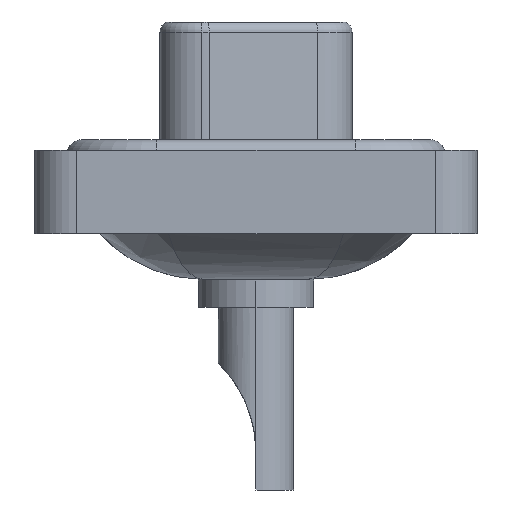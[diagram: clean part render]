
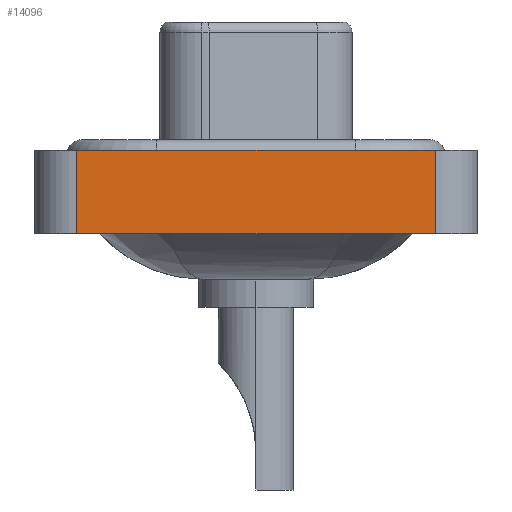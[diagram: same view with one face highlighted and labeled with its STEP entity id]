
A CAD part, left-side view. The second image highlights one B-rep face of the part: STEP entity #14096.
In plain terms, the highlighted planar face has unit normal (-1, 0, 0).
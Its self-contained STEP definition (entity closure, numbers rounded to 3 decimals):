
#715 = DIRECTION ( 'NONE',  ( 0., 0., 1. ) ) ;
#761 = PLANE ( 'NONE',  #10615 ) ;
#1577 = LINE ( 'NONE', #10454, #10786 ) ;
#1658 = CARTESIAN_POINT ( 'NONE',  ( -7.25, -8.55, 0.4 ) ) ;
#1980 = CARTESIAN_POINT ( 'NONE',  ( -7.25, 8.55, -3.6 ) ) ;
#2979 = VECTOR ( 'NONE', #17432, 1000. ) ;
#3287 = DIRECTION ( 'NONE',  ( 0., 0., 1. ) ) ;
#4864 = CARTESIAN_POINT ( 'NONE',  ( -7.25, -8.55, -3.6 ) ) ;
#5399 = VECTOR ( 'NONE', #715, 1000. ) ;
#5666 = EDGE_CURVE ( 'NONE', #15683, #12708, #1577, .T. ) ;
#6079 = ORIENTED_EDGE ( 'NONE', *, *, #5666, .F. ) ;
#6605 = CARTESIAN_POINT ( 'NONE',  ( -7.25, 8.55, 0.4 ) ) ;
#7919 = LINE ( 'NONE', #17822, #5399 ) ;
#9443 = EDGE_CURVE ( 'NONE', #11961, #14916, #7919, .T. ) ;
#9751 = VECTOR ( 'NONE', #16144, 1000. ) ;
#10454 = CARTESIAN_POINT ( 'NONE',  ( -7.25, 8.55, -3.6 ) ) ;
#10516 = CARTESIAN_POINT ( 'NONE',  ( -7.25, -8.55, 0.4 ) ) ;
#10615 = AXIS2_PLACEMENT_3D ( 'NONE', #4864, #16092, #3287 ) ;
#10786 = VECTOR ( 'NONE', #16258, 1000. ) ;
#11906 = CARTESIAN_POINT ( 'NONE',  ( -7.25, -8.55, -3.6 ) ) ;
#11961 = VERTEX_POINT ( 'NONE', #13787 ) ;
#12664 = ORIENTED_EDGE ( 'NONE', *, *, #14423, .F. ) ;
#12708 = VERTEX_POINT ( 'NONE', #6605 ) ;
#13787 = CARTESIAN_POINT ( 'NONE',  ( -7.25, -8.55, -3.6 ) ) ;
#14096 = ADVANCED_FACE ( 'NONE', ( #17497 ), #761, .T. ) ;
#14423 = EDGE_CURVE ( 'NONE', #12708, #14916, #14456, .T. ) ;
#14427 = ORIENTED_EDGE ( 'NONE', *, *, #17007, .T. ) ;
#14456 = LINE ( 'NONE', #1658, #9751 ) ;
#14749 = ORIENTED_EDGE ( 'NONE', *, *, #9443, .T. ) ;
#14916 = VERTEX_POINT ( 'NONE', #10516 ) ;
#15190 = EDGE_LOOP ( 'NONE', ( #14749, #12664, #6079, #14427 ) ) ;
#15683 = VERTEX_POINT ( 'NONE', #1980 ) ;
#16031 = LINE ( 'NONE', #11906, #2979 ) ;
#16092 = DIRECTION ( 'NONE',  ( -1., 0., 0. ) ) ;
#16144 = DIRECTION ( 'NONE',  ( 0., -1., 0. ) ) ;
#16258 = DIRECTION ( 'NONE',  ( 0., 0., 1. ) ) ;
#17007 = EDGE_CURVE ( 'NONE', #15683, #11961, #16031, .T. ) ;
#17432 = DIRECTION ( 'NONE',  ( 0., -1., 0. ) ) ;
#17497 = FACE_OUTER_BOUND ( 'NONE', #15190, .T. ) ;
#17822 = CARTESIAN_POINT ( 'NONE',  ( -7.25, -8.55, -3.6 ) ) ;
